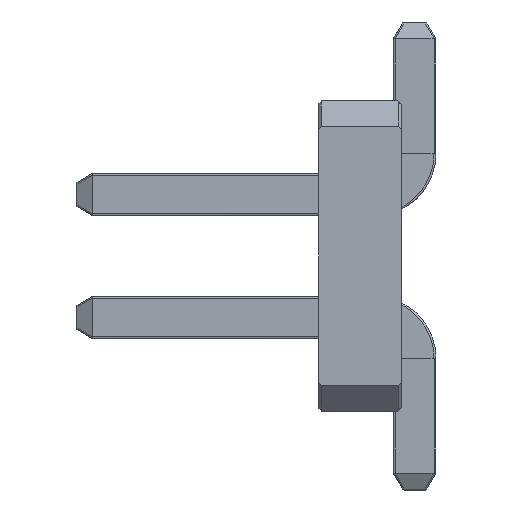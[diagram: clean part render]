
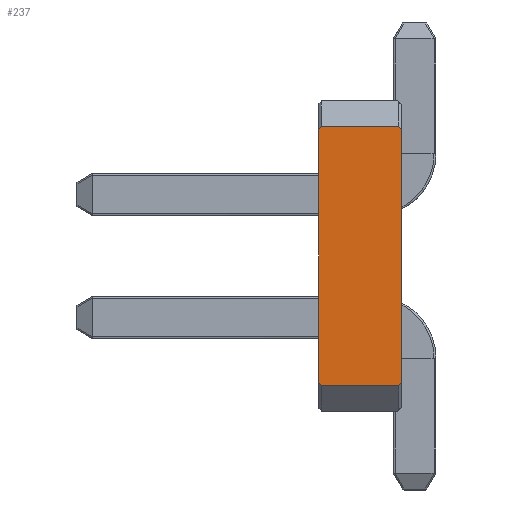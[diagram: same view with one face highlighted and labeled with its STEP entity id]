
A CAD part, left-side view. The second image highlights one B-rep face of the part: STEP entity #237.
In plain terms, the highlighted planar face has unit normal (-1, 0, 0).
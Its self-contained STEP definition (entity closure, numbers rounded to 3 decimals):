
#6 = VECTOR ( 'NONE', #898, 1000. ) ;
#46 = CARTESIAN_POINT ( 'NONE',  ( -0.635, 0.85, -1.34 ) ) ;
#53 = LINE ( 'NONE', #1545, #153 ) ;
#58 = LINE ( 'NONE', #1073, #809 ) ;
#63 = VERTEX_POINT ( 'NONE', #1231 ) ;
#153 = VECTOR ( 'NONE', #3147, 1000. ) ;
#223 = EDGE_CURVE ( 'NONE', #2435, #3000, #58, .T. ) ;
#236 = CARTESIAN_POINT ( 'NONE',  ( -0.635, 0., 1.305 ) ) ;
#237 = ADVANCED_FACE ( 'NONE', ( #326 ), #565, .F. ) ;
#326 = FACE_OUTER_BOUND ( 'NONE', #2325, .T. ) ;
#368 = VECTOR ( 'NONE', #479, 1000. ) ;
#459 = VECTOR ( 'NONE', #1092, 1000. ) ;
#479 = DIRECTION ( 'NONE',  ( 0., -0.577, 0.816 ) ) ;
#518 = VERTEX_POINT ( 'NONE', #1258 ) ;
#526 = VECTOR ( 'NONE', #2271, 1000. ) ;
#565 = PLANE ( 'NONE',  #1028 ) ;
#578 = LINE ( 'NONE', #1306, #2050 ) ;
#604 = DIRECTION ( 'NONE',  ( 0., 0., 1. ) ) ;
#611 = ORIENTED_EDGE ( 'NONE', *, *, #1461, .T. ) ;
#626 = ORIENTED_EDGE ( 'NONE', *, *, #1300, .T. ) ;
#668 = VERTEX_POINT ( 'NONE', #1089 ) ;
#809 = VECTOR ( 'NONE', #604, 1000. ) ;
#843 = EDGE_CURVE ( 'NONE', #668, #2136, #1565, .T. ) ;
#874 = ORIENTED_EDGE ( 'NONE', *, *, #843, .F. ) ;
#898 = DIRECTION ( 'NONE',  ( 0., 0.577, 0.816 ) ) ;
#917 = LINE ( 'NONE', #3237, #6 ) ;
#1028 = AXIS2_PLACEMENT_3D ( 'NONE', #1841, #1637, #2883 ) ;
#1054 = CARTESIAN_POINT ( 'NONE',  ( -0.635, 0.85, 1.34 ) ) ;
#1073 = CARTESIAN_POINT ( 'NONE',  ( -0.635, 0., -1.34 ) ) ;
#1089 = CARTESIAN_POINT ( 'NONE',  ( -0.635, 0.825, 1.34 ) ) ;
#1092 = DIRECTION ( 'NONE',  ( 0., -1., 0. ) ) ;
#1146 = CARTESIAN_POINT ( 'NONE',  ( -0.635, 0.825, -1.34 ) ) ;
#1230 = CARTESIAN_POINT ( 'NONE',  ( -0.635, 1.008, -1.081 ) ) ;
#1231 = CARTESIAN_POINT ( 'NONE',  ( -0.635, 0.85, 1.305 ) ) ;
#1245 = CARTESIAN_POINT ( 'NONE',  ( -0.635, 0.025, -1.34 ) ) ;
#1258 = CARTESIAN_POINT ( 'NONE',  ( -0.635, 0.85, -1.305 ) ) ;
#1286 = EDGE_CURVE ( 'NONE', #3183, #2435, #1533, .T. ) ;
#1300 = EDGE_CURVE ( 'NONE', #518, #1382, #2000, .T. ) ;
#1306 = CARTESIAN_POINT ( 'NONE',  ( -0.635, 0.85, -1.34 ) ) ;
#1382 = VERTEX_POINT ( 'NONE', #1146 ) ;
#1405 = ORIENTED_EDGE ( 'NONE', *, *, #2065, .T. ) ;
#1461 = EDGE_CURVE ( 'NONE', #3000, #2136, #917, .T. ) ;
#1483 = ORIENTED_EDGE ( 'NONE', *, *, #1286, .T. ) ;
#1486 = ORIENTED_EDGE ( 'NONE', *, *, #1990, .T. ) ;
#1531 = ORIENTED_EDGE ( 'NONE', *, *, #223, .T. ) ;
#1533 = LINE ( 'NONE', #1245, #368 ) ;
#1545 = CARTESIAN_POINT ( 'NONE',  ( -0.635, 1.008, 1.081 ) ) ;
#1565 = LINE ( 'NONE', #1054, #459 ) ;
#1575 = LINE ( 'NONE', #46, #3297 ) ;
#1614 = DIRECTION ( 'NONE',  ( 0., -1., 0. ) ) ;
#1624 = DIRECTION ( 'NONE',  ( 0., 0., 1. ) ) ;
#1637 = DIRECTION ( 'NONE',  ( 1., 0., 0. ) ) ;
#1841 = CARTESIAN_POINT ( 'NONE',  ( -0.635, 0.85, -1.34 ) ) ;
#1990 = EDGE_CURVE ( 'NONE', #668, #63, #53, .T. ) ;
#2000 = LINE ( 'NONE', #1230, #526 ) ;
#2050 = VECTOR ( 'NONE', #1614, 1000. ) ;
#2065 = EDGE_CURVE ( 'NONE', #1382, #3183, #578, .T. ) ;
#2136 = VERTEX_POINT ( 'NONE', #2472 ) ;
#2271 = DIRECTION ( 'NONE',  ( 0., -0.577, -0.816 ) ) ;
#2325 = EDGE_LOOP ( 'NONE', ( #2396, #626, #1405, #1483, #1531, #611, #874, #1486 ) ) ;
#2396 = ORIENTED_EDGE ( 'NONE', *, *, #3181, .F. ) ;
#2435 = VERTEX_POINT ( 'NONE', #3029 ) ;
#2472 = CARTESIAN_POINT ( 'NONE',  ( -0.635, 0.025, 1.34 ) ) ;
#2883 = DIRECTION ( 'NONE',  ( 0., 0., -1. ) ) ;
#3000 = VERTEX_POINT ( 'NONE', #236 ) ;
#3029 = CARTESIAN_POINT ( 'NONE',  ( -0.635, 0., -1.305 ) ) ;
#3147 = DIRECTION ( 'NONE',  ( 0., 0.577, -0.816 ) ) ;
#3160 = CARTESIAN_POINT ( 'NONE',  ( -0.635, 0.025, -1.34 ) ) ;
#3181 = EDGE_CURVE ( 'NONE', #518, #63, #1575, .T. ) ;
#3183 = VERTEX_POINT ( 'NONE', #3160 ) ;
#3237 = CARTESIAN_POINT ( 'NONE',  ( -0.635, 0.025, 1.34 ) ) ;
#3297 = VECTOR ( 'NONE', #1624, 1000. ) ;
